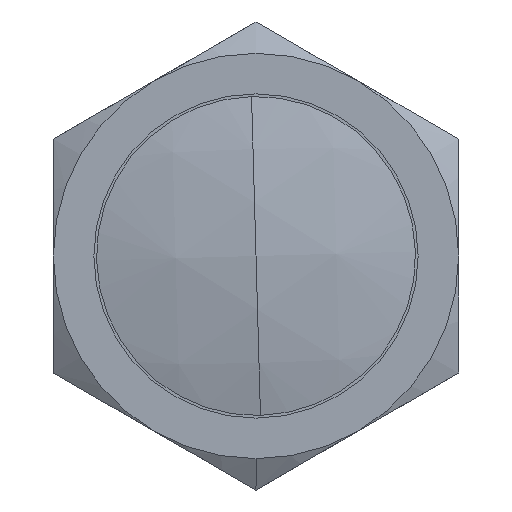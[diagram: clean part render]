
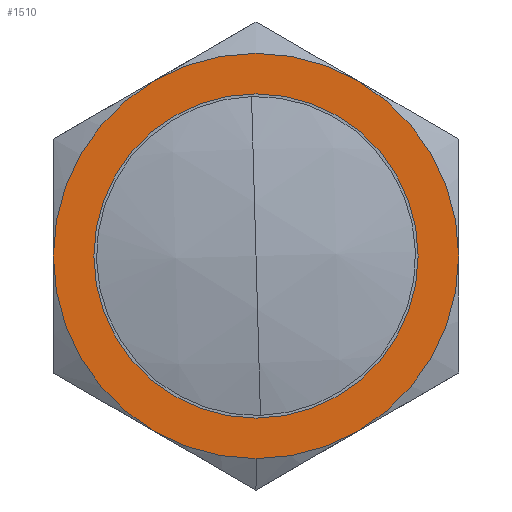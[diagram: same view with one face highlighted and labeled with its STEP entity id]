
A CAD part, left-side view. The second image highlights one B-rep face of the part: STEP entity #1510.
In plain terms, the highlighted planar face has unit normal (-1, 0, 0).
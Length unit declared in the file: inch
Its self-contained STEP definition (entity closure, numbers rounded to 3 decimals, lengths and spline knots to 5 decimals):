
#7 = DIRECTION ( 'NONE',  ( -1., 0., 0. ) ) ;
#102 = VERTEX_POINT ( 'NONE', #264 ) ;
#192 = DIRECTION ( 'NONE',  ( 0., 0., 1. ) ) ;
#195 = ORIENTED_EDGE ( 'NONE', *, *, #562, .T. ) ;
#225 = AXIS2_PLACEMENT_3D ( 'NONE', #657, #2948, #192 ) ;
#238 = AXIS2_PLACEMENT_3D ( 'NONE', #1887, #2134, #1231 ) ;
#264 = CARTESIAN_POINT ( 'NONE',  ( -0.259, 0., 0.15625 ) ) ;
#286 = DIRECTION ( 'NONE',  ( -1., 0., 0. ) ) ;
#369 = EDGE_LOOP ( 'NONE', ( #968, #195 ) ) ;
#428 = CARTESIAN_POINT ( 'NONE',  ( -0.259, 0., 0.125 ) ) ;
#464 = CARTESIAN_POINT ( 'NONE',  ( -0.259, 0., -0.15625 ) ) ;
#562 = EDGE_CURVE ( 'NONE', #2885, #102, #565, .T. ) ;
#565 = CIRCLE ( 'NONE', #238, 0.15625 ) ;
#571 = CIRCLE ( 'NONE', #1313, 0.125 ) ;
#657 = CARTESIAN_POINT ( 'NONE',  ( -0.259, -0.3125, 0. ) ) ;
#713 = EDGE_CURVE ( 'NONE', #1248, #2793, #2140, .T. ) ;
#796 = AXIS2_PLACEMENT_3D ( 'NONE', #1275, #2427, #2191 ) ;
#919 = CARTESIAN_POINT ( 'NONE',  ( -0.259, 0., 0. ) ) ;
#921 = AXIS2_PLACEMENT_3D ( 'NONE', #919, #7, #2522 ) ;
#968 = ORIENTED_EDGE ( 'NONE', *, *, #978, .T. ) ;
#978 = EDGE_CURVE ( 'NONE', #102, #2885, #1251, .T. ) ;
#1075 = EDGE_CURVE ( 'NONE', #2793, #1248, #571, .T. ) ;
#1197 = FACE_BOUND ( 'NONE', #2633, .T. ) ;
#1231 = DIRECTION ( 'NONE',  ( 0., 0., 1. ) ) ;
#1248 = VERTEX_POINT ( 'NONE', #428 ) ;
#1251 = CIRCLE ( 'NONE', #921, 0.15625 ) ;
#1275 = CARTESIAN_POINT ( 'NONE',  ( -0.259, 0., 0. ) ) ;
#1313 = AXIS2_PLACEMENT_3D ( 'NONE', #2802, #286, #1862 ) ;
#1384 = ORIENTED_EDGE ( 'NONE', *, *, #713, .F. ) ;
#1510 = ADVANCED_FACE ( 'NONE', ( #1197, #2496 ), #2275, .T. ) ;
#1754 = ORIENTED_EDGE ( 'NONE', *, *, #1075, .F. ) ;
#1862 = DIRECTION ( 'NONE',  ( 0., 0., 1. ) ) ;
#1887 = CARTESIAN_POINT ( 'NONE',  ( -0.259, 0., 0. ) ) ;
#2134 = DIRECTION ( 'NONE',  ( -1., 0., 0. ) ) ;
#2140 = CIRCLE ( 'NONE', #796, 0.125 ) ;
#2191 = DIRECTION ( 'NONE',  ( 0., 0., 1. ) ) ;
#2275 = PLANE ( 'NONE',  #225 ) ;
#2427 = DIRECTION ( 'NONE',  ( -1., 0., 0. ) ) ;
#2496 = FACE_OUTER_BOUND ( 'NONE', #369, .T. ) ;
#2522 = DIRECTION ( 'NONE',  ( 0., 0., 1. ) ) ;
#2633 = EDGE_LOOP ( 'NONE', ( #1384, #1754 ) ) ;
#2793 = VERTEX_POINT ( 'NONE', #2871 ) ;
#2802 = CARTESIAN_POINT ( 'NONE',  ( -0.259, 0., 0. ) ) ;
#2871 = CARTESIAN_POINT ( 'NONE',  ( -0.259, 0., -0.125 ) ) ;
#2885 = VERTEX_POINT ( 'NONE', #464 ) ;
#2948 = DIRECTION ( 'NONE',  ( -1., 0., 0. ) ) ;
